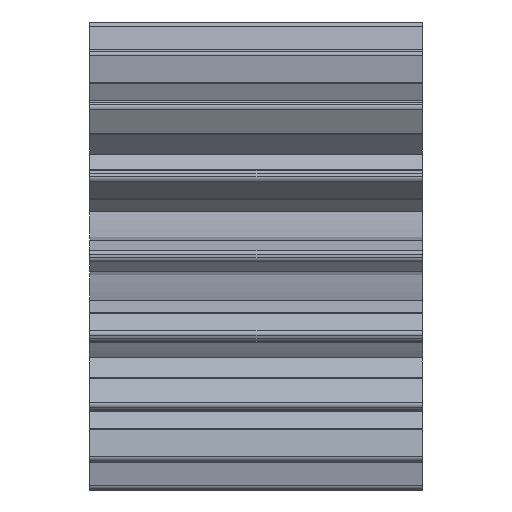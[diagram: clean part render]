
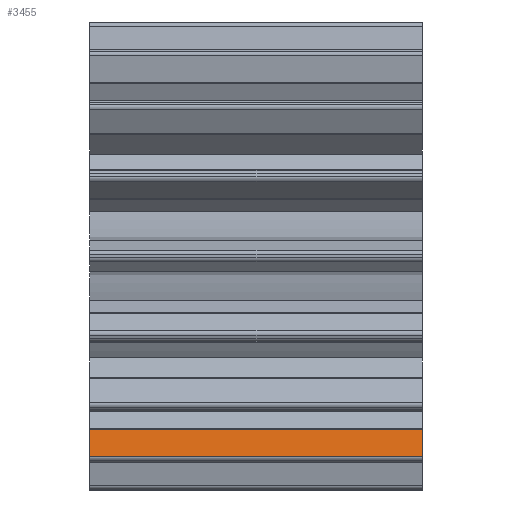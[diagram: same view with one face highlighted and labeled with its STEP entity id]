
A CAD part, left-side view. The second image highlights one B-rep face of the part: STEP entity #3455.
In plain terms, the highlighted planar face has unit normal (-0.99, 0, 0.144).
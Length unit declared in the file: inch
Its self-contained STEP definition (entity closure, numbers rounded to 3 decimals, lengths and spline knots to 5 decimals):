
#27=PLANE('',#3693);
#118=FACE_OUTER_BOUND('',#302,.T.);
#302=EDGE_LOOP('',(#2341,#2342,#2343,#2344));
#509=LINE('',#5332,#834);
#510=LINE('',#5335,#835);
#511=LINE('',#5337,#836);
#512=LINE('',#5338,#837);
#834=VECTOR('',#4205,0.3937);
#835=VECTOR('',#4208,0.3937);
#836=VECTOR('',#4209,0.3937);
#837=VECTOR('',#4210,0.3937);
#1382=VERTEX_POINT('',#5328);
#1383=VERTEX_POINT('',#5330);
#1384=VERTEX_POINT('',#5334);
#1385=VERTEX_POINT('',#5336);
#1771=EDGE_CURVE('',#1382,#1383,#509,.T.);
#1772=EDGE_CURVE('',#1382,#1384,#510,.T.);
#1773=EDGE_CURVE('',#1385,#1383,#511,.T.);
#1774=EDGE_CURVE('',#1384,#1385,#512,.T.);
#2341=ORIENTED_EDGE('',*,*,#1772,.F.);
#2342=ORIENTED_EDGE('',*,*,#1771,.T.);
#2343=ORIENTED_EDGE('',*,*,#1773,.F.);
#2344=ORIENTED_EDGE('',*,*,#1774,.F.);
#3455=ADVANCED_FACE('',(#118),#27,.T.);
#3693=AXIS2_PLACEMENT_3D('',#5333,#4206,#4207);
#4205=DIRECTION('',(0.,1.,0.));
#4206=DIRECTION('center_axis',(-0.99,0.,0.144));
#4207=DIRECTION('ref_axis',(0.144,0.,0.99));
#4208=DIRECTION('',(-0.144,0.,-0.99));
#4209=DIRECTION('',(0.144,0.,0.99));
#4210=DIRECTION('',(0.,1.,0.));
#5328=CARTESIAN_POINT('',(-0.26656,0.,-0.39161));
#5330=CARTESIAN_POINT('',(-0.26656,0.75,-0.39161));
#5332=CARTESIAN_POINT('',(-0.26656,0.,-0.39161));
#5333=CARTESIAN_POINT('Origin',(-0.27528,0.,-0.45155));
#5334=CARTESIAN_POINT('',(-0.27528,0.,-0.45155));
#5335=CARTESIAN_POINT('',(-0.26656,0.,-0.39161));
#5336=CARTESIAN_POINT('',(-0.27528,0.75,-0.45155));
#5337=CARTESIAN_POINT('',(-0.26656,0.75,-0.39161));
#5338=CARTESIAN_POINT('',(-0.27528,0.,-0.45155));
